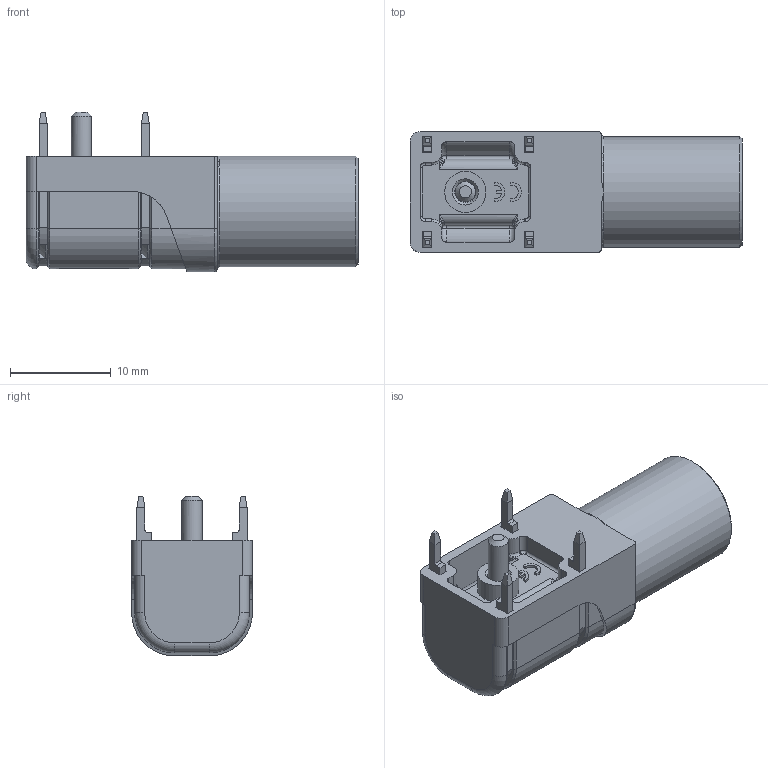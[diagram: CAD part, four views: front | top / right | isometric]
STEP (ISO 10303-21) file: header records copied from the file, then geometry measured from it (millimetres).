
FILE_DESCRIPTION(/* description */ (''),/* implementation_level */ '2;1');
FILE_NAME(/* name */ 'SCHUTZINGER_SWEB8094AU-SW_4mm_Horizontal_black.step',/* time_stamp */ '2020-09-25T19:02:32+02:00',/* author */ (''),/* organization */ (''),/* preprocessor_version */ 'ST-DEVELOPER v18.1',/* originating_system */ 'Autodesk Translation Framework v9.3.0.1241',/* authorisation */ '');
FILE_SCHEMA (('AUTOMOTIVE_DESIGN { 1 0 10303 214 3 1 1 }'));
Length unit declared in the file: millimetre
Products named in the file (1): (Unsaved)
Bounding box: 33 x 12 x 15.9 mm (x, y, z)
Volume: 2234.4 mm3; surface area: 4694 mm2
Topology: 5 solids, 5 shells, 486 faces, 1194 edges, 724 vertices
Faces by surface type: plane 234, cylinder 133, cone 74, bspline 24, torus 17, sphere 4
Full cylindrical faces by diameter (mm): 1.83 x1, 2 x2, 2.05 x1, 2.1 x1, 4 x1, 4.1 x1, 5 x1, 6.4 x1, 11 x1
Entity records: 19201 total; most frequent: CARTESIAN_POINT 7377, DIRECTION 2389, ORIENTED_EDGE 2386, EDGE_CURVE 1193, AXIS2_PLACEMENT_3D 865, VERTEX_POINT 724, LINE 659, VECTOR 659
